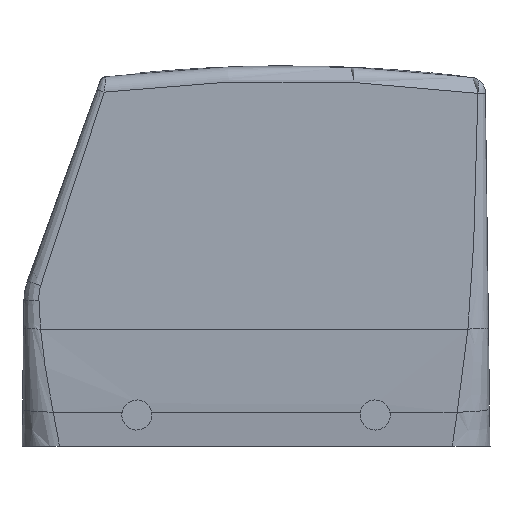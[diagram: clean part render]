
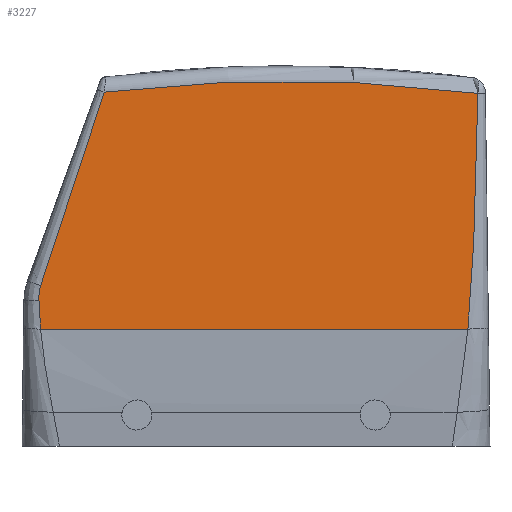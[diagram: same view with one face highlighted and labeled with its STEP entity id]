
A CAD part, left-side view. The second image highlights one B-rep face of the part: STEP entity #3227.
In plain terms, the highlighted planar face has unit normal (-1, 0, 0).
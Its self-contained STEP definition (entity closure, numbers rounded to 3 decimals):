
#3164=AXIS2_PLACEMENT_3D('Plane Axis2P3D',#3161,#3162,#3163) ;
#3168=AXIS2_PLACEMENT_3D('Circle Axis2P3D',#3166,#3167,$) ;
#2666=CARTESIAN_POINT('Vertex',(6.15,89.575,31.992)) ;
#2670=CARTESIAN_POINT('Control Point',(6.15,76.92,70.577)) ;
#2671=CARTESIAN_POINT('Control Point',(6.15,76.97,70.432)) ;
#2672=CARTESIAN_POINT('Control Point',(6.15,77.02,70.286)) ;
#2673=CARTESIAN_POINT('Control Point',(6.15,77.07,70.139)) ;
#2674=CARTESIAN_POINT('Control Point',(6.15,77.226,69.687)) ;
#2675=CARTESIAN_POINT('Control Point',(6.15,77.381,69.234)) ;
#2676=CARTESIAN_POINT('Control Point',(6.15,77.486,68.928)) ;
#2677=CARTESIAN_POINT('Control Point',(6.15,79.546,62.915)) ;
#2678=CARTESIAN_POINT('Control Point',(6.15,81.584,56.88)) ;
#2679=CARTESIAN_POINT('Control Point',(6.15,83.444,51.192)) ;
#2680=CARTESIAN_POINT('Control Point',(6.15,85.681,44.313)) ;
#2681=CARTESIAN_POINT('Control Point',(6.15,87.868,37.433)) ;
#2682=CARTESIAN_POINT('Control Point',(6.15,88.226,36.305)) ;
#2683=CARTESIAN_POINT('Control Point',(6.15,88.711,34.765)) ;
#2684=CARTESIAN_POINT('Control Point',(6.15,89.191,33.226)) ;
#2685=CARTESIAN_POINT('Control Point',(6.15,89.319,32.815)) ;
#2686=CARTESIAN_POINT('Control Point',(6.15,89.447,32.403)) ;
#2687=CARTESIAN_POINT('Control Point',(6.15,89.575,31.992)) ;
#2688=CARTESIAN_POINT('Vertex',(6.15,76.92,70.577)) ;
#3137=CARTESIAN_POINT('Vertex',(6.15,89.921,28.961)) ;
#3141=CARTESIAN_POINT('Control Point',(6.15,89.575,31.992)) ;
#3142=CARTESIAN_POINT('Control Point',(6.15,89.623,31.826)) ;
#3143=CARTESIAN_POINT('Control Point',(6.15,89.668,31.659)) ;
#3144=CARTESIAN_POINT('Control Point',(6.15,89.709,31.49)) ;
#3145=CARTESIAN_POINT('Control Point',(6.15,89.837,30.899)) ;
#3146=CARTESIAN_POINT('Control Point',(6.15,89.915,30.299)) ;
#3147=CARTESIAN_POINT('Control Point',(6.15,89.944,29.87)) ;
#3148=CARTESIAN_POINT('Control Point',(6.15,89.947,29.431)) ;
#3149=CARTESIAN_POINT('Control Point',(6.15,89.923,28.996)) ;
#3150=CARTESIAN_POINT('Control Point',(6.15,89.922,28.984)) ;
#3151=CARTESIAN_POINT('Control Point',(6.15,89.921,28.972)) ;
#3152=CARTESIAN_POINT('Control Point',(6.15,89.921,28.961)) ;
#3161=CARTESIAN_POINT('Axis2P3D Location',(6.15,-19.409,-37.643)) ;
#3166=CARTESIAN_POINT('Axis2P3D Location',(6.15,40.65,-224.2)) ;
#3170=CARTESIAN_POINT('Vertex',(6.15,2.414,70.328)) ;
#3174=CARTESIAN_POINT('Control Point',(6.15,89.921,28.961)) ;
#3175=CARTESIAN_POINT('Control Point',(6.15,89.872,27.839)) ;
#3176=CARTESIAN_POINT('Control Point',(6.15,89.821,26.714)) ;
#3177=CARTESIAN_POINT('Control Point',(6.15,89.759,25.589)) ;
#3178=CARTESIAN_POINT('Control Point',(6.15,89.683,24.463)) ;
#3179=CARTESIAN_POINT('Control Point',(6.15,89.591,23.338)) ;
#3180=CARTESIAN_POINT('Vertex',(6.15,89.591,23.338)) ;
#3183=CARTESIAN_POINT('Line Origine',(6.15,47.001,23.338)) ;
#3187=CARTESIAN_POINT('Vertex',(6.15,4.411,23.338)) ;
#3191=CARTESIAN_POINT('Control Point',(6.15,2.414,70.328)) ;
#3192=CARTESIAN_POINT('Control Point',(6.15,2.415,70.313)) ;
#3193=CARTESIAN_POINT('Control Point',(6.15,2.415,70.297)) ;
#3194=CARTESIAN_POINT('Control Point',(6.15,2.415,70.281)) ;
#3195=CARTESIAN_POINT('Control Point',(6.15,2.417,70.145)) ;
#3196=CARTESIAN_POINT('Control Point',(6.15,2.42,70.009)) ;
#3197=CARTESIAN_POINT('Control Point',(6.15,2.425,69.702)) ;
#3198=CARTESIAN_POINT('Control Point',(6.15,2.432,69.266)) ;
#3199=CARTESIAN_POINT('Control Point',(6.15,2.44,68.832)) ;
#3200=CARTESIAN_POINT('Control Point',(6.15,2.445,68.516)) ;
#3201=CARTESIAN_POINT('Control Point',(6.15,2.525,63.958)) ;
#3202=CARTESIAN_POINT('Control Point',(6.15,2.621,59.404)) ;
#3203=CARTESIAN_POINT('Control Point',(6.15,2.735,55.168)) ;
#3204=CARTESIAN_POINT('Control Point',(6.15,2.922,48.956)) ;
#3205=CARTESIAN_POINT('Control Point',(6.15,3.153,42.748)) ;
#3206=CARTESIAN_POINT('Control Point',(6.15,3.231,40.772)) ;
#3207=CARTESIAN_POINT('Control Point',(6.15,3.361,37.803)) ;
#3208=CARTESIAN_POINT('Control Point',(6.15,3.515,34.835)) ;
#3209=CARTESIAN_POINT('Control Point',(6.15,3.569,33.862)) ;
#3210=CARTESIAN_POINT('Control Point',(6.15,3.687,31.881)) ;
#3211=CARTESIAN_POINT('Control Point',(6.15,3.826,29.901)) ;
#3212=CARTESIAN_POINT('Control Point',(6.15,3.9,28.913)) ;
#3213=CARTESIAN_POINT('Control Point',(6.15,4.039,27.205)) ;
#3214=CARTESIAN_POINT('Control Point',(6.15,4.195,25.498)) ;
#3215=CARTESIAN_POINT('Control Point',(6.15,4.264,24.778)) ;
#3216=CARTESIAN_POINT('Control Point',(6.15,4.336,24.058)) ;
#3217=CARTESIAN_POINT('Control Point',(6.15,4.411,23.338)) ;
#3162=DIRECTION('Axis2P3D Direction',(-1.,0.,0.)) ;
#3163=DIRECTION('Axis2P3D XDirection',(0.,-0.317,0.949)) ;
#3167=DIRECTION('Axis2P3D Direction',(-1.,0.,0.)) ;
#3184=DIRECTION('Vector Direction',(0.,-1.,0.)) ;
#3185=VECTOR('Line Direction',#3184,1.) ;
#3220=ORIENTED_EDGE('',*,*,#3172,.T.) ;
#3221=ORIENTED_EDGE('',*,*,#2690,.F.) ;
#3222=ORIENTED_EDGE('',*,*,#3153,.F.) ;
#3223=ORIENTED_EDGE('',*,*,#3182,.F.) ;
#3224=ORIENTED_EDGE('',*,*,#3189,.T.) ;
#3225=ORIENTED_EDGE('',*,*,#3218,.T.) ;
#3227=ADVANCED_FACE('Hauptk\X2\00F6\X0\rper',(#3226),#3165,.T.) ;
#2669=B_SPLINE_CURVE_WITH_KNOTS('',5,(#2670,#2671,#2672,#2673,#2674,#2675,#2676,#2677,#2678,#2679,#2680,#2681,#2682,#2683,#2684,#2685,#2686,#2687),.UNSPECIFIED.,.F.,.U.,(6,3,3,3,3,6),(177.199,178.541,181.347,233.64,243.903,247.64),.UNSPECIFIED.) ;
#3140=B_SPLINE_CURVE_WITH_KNOTS('',5,(#3141,#3142,#3143,#3144,#3145,#3146,#3147,#3148,#3149,#3150,#3151,#3152),.UNSPECIFIED.,.F.,.U.,(6,3,3,6),(231.252,233.073,237.604,237.73),.UNSPECIFIED.) ;
#3173=B_SPLINE_CURVE_WITH_KNOTS('',5,(#3174,#3175,#3176,#3177,#3178,#3179),.UNSPECIFIED.,.F.,.U.,(6,6),(81.523,91.272),.UNSPECIFIED.) ;
#3190=B_SPLINE_CURVE_WITH_KNOTS('',5,(#3191,#3192,#3193,#3194,#3195,#3196,#3197,#3198,#3199,#3200,#3201,#3202,#3203,#3204,#3205,#3206,#3207,#3208,#3209,#3210,#3211,#3212,#3213,#3214,#3215,#3216,#3217),.UNSPECIFIED.,.F.,.U.,(6,3,3,3,3,3,3,3,6),(8.249,8.386,9.422,12.145,48.822,65.955,74.564,83.139,89.393),.UNSPECIFIED.) ;
#3169=CIRCLE('generated circle',#3168,297.) ;
#2690=EDGE_CURVE('',#2667,#2689,#2669,.F.) ;
#3153=EDGE_CURVE('',#3138,#2667,#3140,.F.) ;
#3172=EDGE_CURVE('',#3171,#2689,#3169,.T.) ;
#3182=EDGE_CURVE('',#3181,#3138,#3173,.F.) ;
#3189=EDGE_CURVE('',#3181,#3188,#3186,.T.) ;
#3218=EDGE_CURVE('',#3188,#3171,#3190,.F.) ;
#3219=EDGE_LOOP('',(#3220,#3221,#3222,#3223,#3224,#3225)) ;
#3226=FACE_OUTER_BOUND('',#3219,.T.) ;
#3186=LINE('Line',#3183,#3185) ;
#3165=PLANE('',#3164) ;
#2667=VERTEX_POINT('',#2666) ;
#2689=VERTEX_POINT('',#2688) ;
#3138=VERTEX_POINT('',#3137) ;
#3171=VERTEX_POINT('',#3170) ;
#3181=VERTEX_POINT('',#3180) ;
#3188=VERTEX_POINT('',#3187) ;
